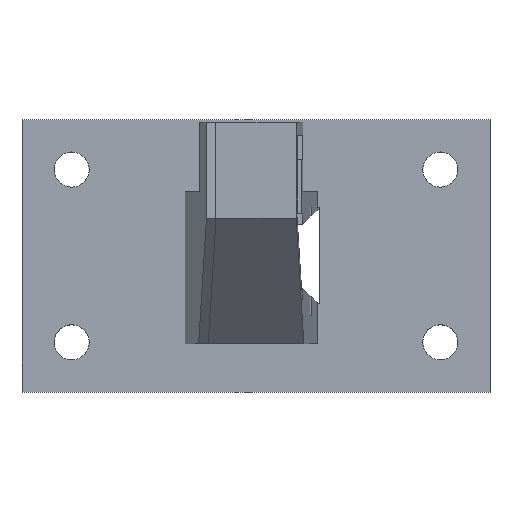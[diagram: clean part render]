
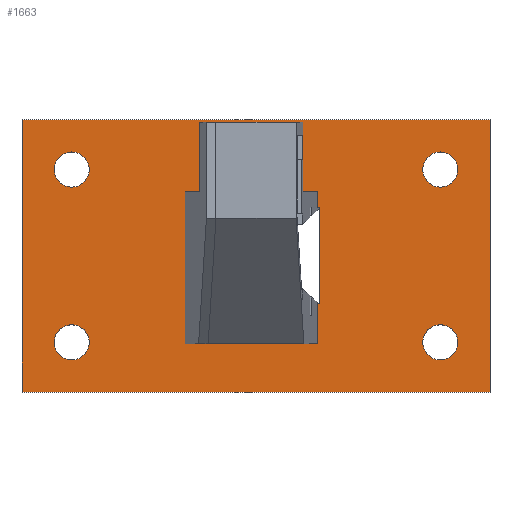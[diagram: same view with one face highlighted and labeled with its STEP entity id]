
A CAD part, top view. The second image highlights one B-rep face of the part: STEP entity #1663.
In plain terms, the highlighted planar face has unit normal (0, 0, 1).
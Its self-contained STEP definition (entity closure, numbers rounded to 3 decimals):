
#711 = VERTEX_POINT('',#712);
#712 = CARTESIAN_POINT('',(6.335,-4.318,2.));
#720 = EDGE_CURVE('',#721,#711,#723,.T.);
#721 = VERTEX_POINT('',#722);
#722 = CARTESIAN_POINT('',(6.335,-5.318,2.));
#723 = LINE('',#724,#725);
#724 = CARTESIAN_POINT('',(6.335,-4.159,2.));
#725 = VECTOR('',#726,1.);
#726 = DIRECTION('',(0.,1.,0.));
#863 = VERTEX_POINT('',#864);
#864 = CARTESIAN_POINT('',(6.335,-11.318,2.));
#870 = EDGE_CURVE('',#871,#863,#873,.T.);
#871 = VERTEX_POINT('',#872);
#872 = CARTESIAN_POINT('',(6.335,-13.818,2.));
#873 = LINE('',#874,#875);
#874 = CARTESIAN_POINT('',(6.335,-4.159,2.));
#875 = VECTOR('',#876,1.);
#876 = DIRECTION('',(0.,1.,0.));
#1247 = VERTEX_POINT('',#1248);
#1248 = CARTESIAN_POINT('',(-12.121,-16.818,2.));
#1254 = EDGE_CURVE('',#1247,#1255,#1257,.T.);
#1255 = VERTEX_POINT('',#1256);
#1256 = CARTESIAN_POINT('',(17.121,-16.818,2.));
#1257 = LINE('',#1258,#1259);
#1258 = CARTESIAN_POINT('',(-12.121,-16.818,2.));
#1259 = VECTOR('',#1260,1.);
#1260 = DIRECTION('',(1.,0.,0.));
#1278 = VERTEX_POINT('',#1279);
#1279 = CARTESIAN_POINT('',(-12.121,0.182,2.));
#1285 = EDGE_CURVE('',#1278,#1247,#1286,.T.);
#1286 = LINE('',#1287,#1288);
#1287 = CARTESIAN_POINT('',(-12.121,0.182,2.));
#1288 = VECTOR('',#1289,1.);
#1289 = DIRECTION('',(0.,-1.,0.));
#1302 = VERTEX_POINT('',#1303);
#1303 = CARTESIAN_POINT('',(17.121,0.182,2.));
#1309 = EDGE_CURVE('',#1302,#1278,#1310,.T.);
#1310 = LINE('',#1311,#1312);
#1311 = CARTESIAN_POINT('',(17.121,0.182,2.));
#1312 = VECTOR('',#1313,1.);
#1313 = DIRECTION('',(-1.,0.,0.));
#1326 = EDGE_CURVE('',#1255,#1302,#1327,.T.);
#1327 = LINE('',#1328,#1329);
#1328 = CARTESIAN_POINT('',(17.121,-16.818,2.));
#1329 = VECTOR('',#1330,1.);
#1330 = DIRECTION('',(0.,1.,0.));
#1343 = VERTEX_POINT('',#1344);
#1344 = CARTESIAN_POINT('',(6.46,-11.318,2.));
#1350 = EDGE_CURVE('',#1343,#1351,#1353,.T.);
#1351 = VERTEX_POINT('',#1352);
#1352 = CARTESIAN_POINT('',(6.46,-5.318,2.));
#1353 = LINE('',#1354,#1355);
#1354 = CARTESIAN_POINT('',(6.46,-11.318,2.));
#1355 = VECTOR('',#1356,1.);
#1356 = DIRECTION('',(0.,1.,0.));
#1374 = VERTEX_POINT('',#1375);
#1375 = CARTESIAN_POINT('',(-7.921,-2.918,2.));
#1381 = EDGE_CURVE('',#1374,#1374,#1382,.T.);
#1382 = CIRCLE('',#1383,1.1);
#1383 = AXIS2_PLACEMENT_3D('',#1384,#1385,#1386);
#1384 = CARTESIAN_POINT('',(-9.021,-2.918,2.));
#1385 = DIRECTION('',(0.,0.,1.));
#1386 = DIRECTION('',(1.,0.,0.));
#1399 = VERTEX_POINT('',#1400);
#1400 = CARTESIAN_POINT('',(15.121,-2.918,2.));
#1406 = EDGE_CURVE('',#1399,#1399,#1407,.T.);
#1407 = CIRCLE('',#1408,1.1);
#1408 = AXIS2_PLACEMENT_3D('',#1409,#1410,#1411);
#1409 = CARTESIAN_POINT('',(14.021,-2.918,2.));
#1410 = DIRECTION('',(0.,0.,1.));
#1411 = DIRECTION('',(1.,0.,0.));
#1424 = VERTEX_POINT('',#1425);
#1425 = CARTESIAN_POINT('',(15.121,-13.718,2.));
#1431 = EDGE_CURVE('',#1424,#1424,#1432,.T.);
#1432 = CIRCLE('',#1433,1.1);
#1433 = AXIS2_PLACEMENT_3D('',#1434,#1435,#1436);
#1434 = CARTESIAN_POINT('',(14.021,-13.718,2.));
#1435 = DIRECTION('',(0.,0.,1.));
#1436 = DIRECTION('',(1.,0.,0.));
#1449 = VERTEX_POINT('',#1450);
#1450 = CARTESIAN_POINT('',(-7.921,-13.718,2.));
#1456 = EDGE_CURVE('',#1449,#1449,#1457,.T.);
#1457 = CIRCLE('',#1458,1.1);
#1458 = AXIS2_PLACEMENT_3D('',#1459,#1460,#1461);
#1459 = CARTESIAN_POINT('',(-9.021,-13.718,2.));
#1460 = DIRECTION('',(0.,0.,1.));
#1461 = DIRECTION('',(1.,0.,0.));
#1474 = EDGE_CURVE('',#1475,#711,#1477,.T.);
#1475 = VERTEX_POINT('',#1476);
#1476 = CARTESIAN_POINT('',(-1.936,-4.318,2.));
#1477 = LINE('',#1478,#1479);
#1478 = CARTESIAN_POINT('',(2.35,-4.318,2.));
#1479 = VECTOR('',#1480,1.);
#1480 = DIRECTION('',(1.,0.,0.));
#1645 = VERTEX_POINT('',#1646);
#1646 = CARTESIAN_POINT('',(-1.936,-13.818,2.));
#1652 = EDGE_CURVE('',#871,#1645,#1653,.T.);
#1653 = LINE('',#1654,#1655);
#1654 = CARTESIAN_POINT('',(2.35,-13.818,2.));
#1655 = VECTOR('',#1656,1.);
#1656 = DIRECTION('',(-1.,0.,0.));
#1663 = ADVANCED_FACE('',(#1664,#1670,#1673,#1698,#1701,#1704),#1707,.T.
  );
#1664 = FACE_BOUND('',#1665,.T.);
#1665 = EDGE_LOOP('',(#1666,#1667,#1668,#1669));
#1666 = ORIENTED_EDGE('',*,*,#1254,.T.);
#1667 = ORIENTED_EDGE('',*,*,#1326,.T.);
#1668 = ORIENTED_EDGE('',*,*,#1309,.T.);
#1669 = ORIENTED_EDGE('',*,*,#1285,.T.);
#1670 = FACE_BOUND('',#1671,.T.);
#1671 = EDGE_LOOP('',(#1672));
#1672 = ORIENTED_EDGE('',*,*,#1456,.F.);
#1673 = FACE_BOUND('',#1674,.T.);
#1674 = EDGE_LOOP('',(#1675,#1681,#1682,#1683,#1689,#1690,#1691,#1697));
#1675 = ORIENTED_EDGE('',*,*,#1676,.F.);
#1676 = EDGE_CURVE('',#863,#1343,#1677,.T.);
#1677 = LINE('',#1678,#1679);
#1678 = CARTESIAN_POINT('',(-1.46,-11.318,2.));
#1679 = VECTOR('',#1680,1.);
#1680 = DIRECTION('',(1.,0.,0.));
#1681 = ORIENTED_EDGE('',*,*,#870,.F.);
#1682 = ORIENTED_EDGE('',*,*,#1652,.T.);
#1683 = ORIENTED_EDGE('',*,*,#1684,.F.);
#1684 = EDGE_CURVE('',#1475,#1645,#1685,.T.);
#1685 = LINE('',#1686,#1687);
#1686 = CARTESIAN_POINT('',(-1.936,-7.804,2.));
#1687 = VECTOR('',#1688,1.);
#1688 = DIRECTION('',(0.,-1.,0.));
#1689 = ORIENTED_EDGE('',*,*,#1474,.T.);
#1690 = ORIENTED_EDGE('',*,*,#720,.F.);
#1691 = ORIENTED_EDGE('',*,*,#1692,.F.);
#1692 = EDGE_CURVE('',#1351,#721,#1693,.T.);
#1693 = LINE('',#1694,#1695);
#1694 = CARTESIAN_POINT('',(6.46,-5.318,2.));
#1695 = VECTOR('',#1696,1.);
#1696 = DIRECTION('',(-1.,0.,0.));
#1697 = ORIENTED_EDGE('',*,*,#1350,.F.);
#1698 = FACE_BOUND('',#1699,.T.);
#1699 = EDGE_LOOP('',(#1700));
#1700 = ORIENTED_EDGE('',*,*,#1431,.F.);
#1701 = FACE_BOUND('',#1702,.T.);
#1702 = EDGE_LOOP('',(#1703));
#1703 = ORIENTED_EDGE('',*,*,#1381,.F.);
#1704 = FACE_BOUND('',#1705,.T.);
#1705 = EDGE_LOOP('',(#1706));
#1706 = ORIENTED_EDGE('',*,*,#1406,.F.);
#1707 = PLANE('',#1708);
#1708 = AXIS2_PLACEMENT_3D('',#1709,#1710,#1711);
#1709 = CARTESIAN_POINT('',(2.5,-8.318,2.));
#1710 = DIRECTION('',(0.,0.,1.));
#1711 = DIRECTION('',(1.,0.,0.));
